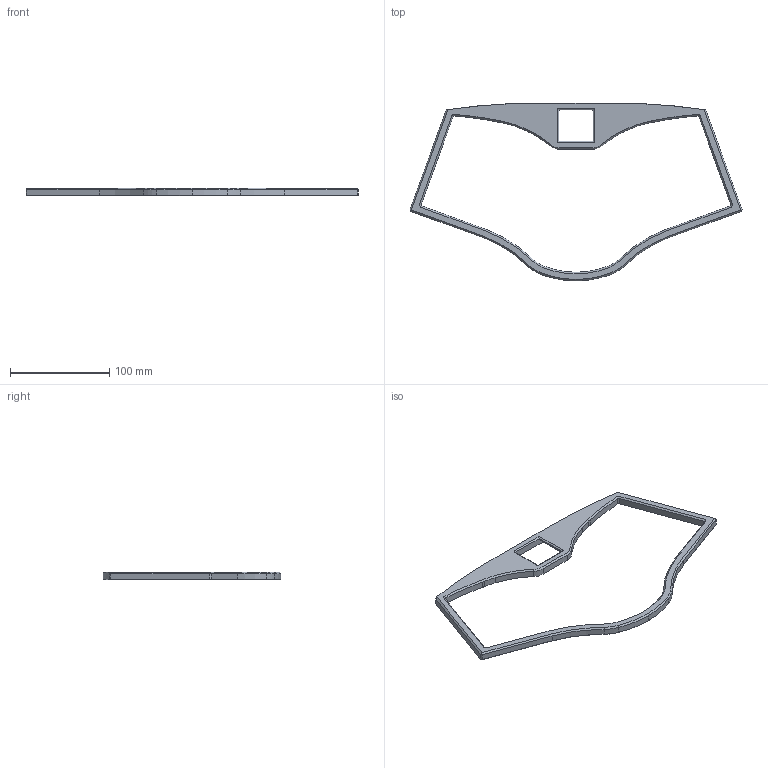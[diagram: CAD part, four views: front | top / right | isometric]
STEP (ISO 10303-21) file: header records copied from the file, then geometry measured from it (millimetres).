
FILE_DESCRIPTION(/* description */ (''),/* implementation_level */ '2;1');
FILE_NAME(/* name */ 'Top.step',/* time_stamp */ '2023-03-11T20:23:49Z',/* author */ (''),/* organization */ (''),/* preprocessor_version */ 'ST-DEVELOPER v19.2',/* originating_system */ 'Autodesk Translation Framework v11.17.0.187',/* authorisation */ '');
FILE_SCHEMA (('AUTOMOTIVE_DESIGN { 1 0 10303 214 3 1 1 }'));
Length unit declared in the file: millimetre
Products named in the file (1): Top
Bounding box: 334.85 x 179.38 x 8 mm (x, y, z)
Volume: 72316.2 mm3; surface area: 37217.1 mm2
Topology: 1 solids, 1 shells, 340 faces, 784 edges, 501 vertices
Faces by surface type: cylinder 159, plane 137, cone 44
Full cylindrical faces by diameter (mm): 4.1 x43
Entity records: 9758 total; most frequent: DIRECTION 1807, CARTESIAN_POINT 1702, ORIENTED_EDGE 1564, EDGE_CURVE 782, AXIS2_PLACEMENT_3D 706, VERTEX_POINT 501, EDGE_LOOP 401, LINE 395
